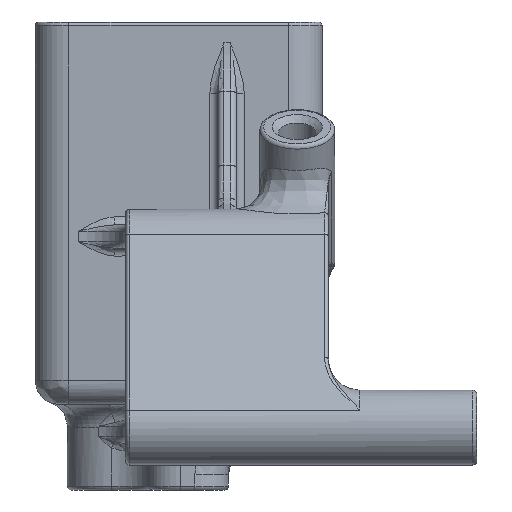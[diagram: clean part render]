
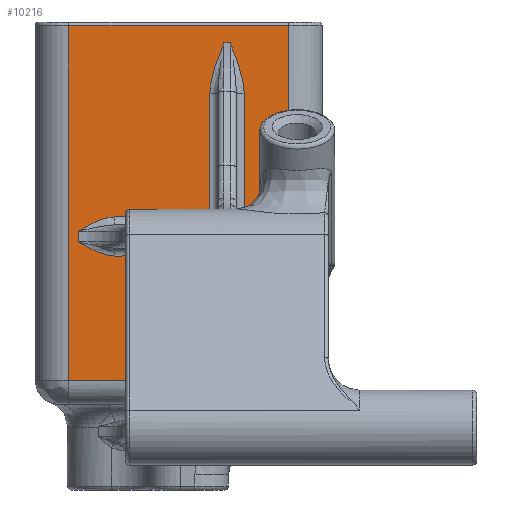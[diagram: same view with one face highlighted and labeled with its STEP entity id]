
A CAD part, left-side view. The second image highlights one B-rep face of the part: STEP entity #10216.
In plain terms, the highlighted planar face has unit normal (-1, 0, 0).
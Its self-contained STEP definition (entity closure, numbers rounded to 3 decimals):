
#275=PLANE('',#11181);
#706=LINE('',#17732,#1173);
#742=LINE('',#18138,#1209);
#750=LINE('',#18233,#1217);
#751=LINE('',#18237,#1218);
#752=LINE('',#18248,#1219);
#753=LINE('',#18258,#1220);
#754=LINE('',#18269,#1221);
#755=LINE('',#18271,#1222);
#756=LINE('',#18273,#1223);
#757=LINE('',#18275,#1224);
#758=LINE('',#18277,#1225);
#759=LINE('',#18279,#1226);
#760=LINE('',#18281,#1227);
#761=LINE('',#18282,#1228);
#1173=VECTOR('',#12857,10.);
#1209=VECTOR('',#13099,10.);
#1217=VECTOR('',#13133,10.);
#1218=VECTOR('',#13138,10.);
#1219=VECTOR('',#13139,10.);
#1220=VECTOR('',#13140,10.);
#1221=VECTOR('',#13141,10.);
#1222=VECTOR('',#13142,10.);
#1223=VECTOR('',#13143,10.);
#1224=VECTOR('',#13144,10.);
#1225=VECTOR('',#13145,10.);
#1226=VECTOR('',#13146,10.);
#1227=VECTOR('',#13147,10.);
#1228=VECTOR('',#13148,10.);
#1679=FACE_OUTER_BOUND('',#2396,.T.);
#2396=EDGE_LOOP('',(#7423,#7424,#7425,#7426,#7427,#7428,#7429,#7430,#7431,
#7432,#7433,#7434,#7435,#7436,#7437,#7438,#7439,#7440));
#3881=B_SPLINE_CURVE_WITH_KNOTS('',3,(#18126,#18127,#18128,#18129,#18130,
#18131,#18132,#18133),.UNSPECIFIED.,.F.,.F.,(4,2,1,1,4),(-0.341,
-0.34,-0.204,-0.136,0.),
 .UNSPECIFIED.);
#3887=B_SPLINE_CURVE_WITH_KNOTS('',3,(#18239,#18240,#18241,#18242,#18243,
#18244,#18245,#18246),.UNSPECIFIED.,.F.,.F.,(4,2,1,1,4),(-0.25,
-0.249,-0.1,-0.05,0.),
 .UNSPECIFIED.);
#3888=B_SPLINE_CURVE_WITH_KNOTS('',3,(#18249,#18250,#18251,#18252,#18253,
#18254,#18255,#18256),.UNSPECIFIED.,.F.,.F.,(4,1,1,2,4),(-0.249,
-0.149,-0.1,0.,0.001),
 .UNSPECIFIED.);
#3889=B_SPLINE_CURVE_WITH_KNOTS('',3,(#18260,#18261,#18262,#18263,#18264,
#18265,#18266,#18267),.UNSPECIFIED.,.F.,.F.,(4,1,1,2,4),(-0.34,
-0.204,-0.136,0.,0.001),
 .UNSPECIFIED.);
#4398=VERTEX_POINT('',#17725);
#4401=VERTEX_POINT('',#17730);
#4470=VERTEX_POINT('',#18114);
#4472=VERTEX_POINT('',#18117);
#4473=VERTEX_POINT('',#18135);
#4488=VERTEX_POINT('',#18232);
#4489=VERTEX_POINT('',#18236);
#4490=VERTEX_POINT('',#18238);
#4491=VERTEX_POINT('',#18247);
#4492=VERTEX_POINT('',#18257);
#4493=VERTEX_POINT('',#18259);
#4494=VERTEX_POINT('',#18268);
#4495=VERTEX_POINT('',#18270);
#4496=VERTEX_POINT('',#18272);
#4497=VERTEX_POINT('',#18274);
#4498=VERTEX_POINT('',#18276);
#4499=VERTEX_POINT('',#18278);
#4500=VERTEX_POINT('',#18280);
#5419=EDGE_CURVE('',#4401,#4398,#706,.T.);
#5530=EDGE_CURVE('',#4472,#4470,#3881,.T.);
#5533=EDGE_CURVE('',#4470,#4473,#742,.T.);
#5553=EDGE_CURVE('',#4473,#4488,#750,.T.);
#5555=EDGE_CURVE('',#4489,#4401,#751,.T.);
#5556=EDGE_CURVE('',#4490,#4489,#3887,.T.);
#5557=EDGE_CURVE('',#4491,#4490,#752,.T.);
#5558=EDGE_CURVE('',#4488,#4491,#3888,.T.);
#5559=EDGE_CURVE('',#4492,#4472,#753,.T.);
#5560=EDGE_CURVE('',#4493,#4492,#3889,.T.);
#5561=EDGE_CURVE('',#4494,#4493,#754,.T.);
#5562=EDGE_CURVE('',#4495,#4494,#755,.T.);
#5563=EDGE_CURVE('',#4496,#4495,#756,.T.);
#5564=EDGE_CURVE('',#4497,#4496,#757,.T.);
#5565=EDGE_CURVE('',#4498,#4497,#758,.T.);
#5566=EDGE_CURVE('',#4499,#4498,#759,.T.);
#5567=EDGE_CURVE('',#4500,#4499,#760,.T.);
#5568=EDGE_CURVE('',#4398,#4500,#761,.T.);
#7423=ORIENTED_EDGE('',*,*,#5419,.F.);
#7424=ORIENTED_EDGE('',*,*,#5555,.F.);
#7425=ORIENTED_EDGE('',*,*,#5556,.F.);
#7426=ORIENTED_EDGE('',*,*,#5557,.F.);
#7427=ORIENTED_EDGE('',*,*,#5558,.F.);
#7428=ORIENTED_EDGE('',*,*,#5553,.F.);
#7429=ORIENTED_EDGE('',*,*,#5533,.F.);
#7430=ORIENTED_EDGE('',*,*,#5530,.F.);
#7431=ORIENTED_EDGE('',*,*,#5559,.F.);
#7432=ORIENTED_EDGE('',*,*,#5560,.F.);
#7433=ORIENTED_EDGE('',*,*,#5561,.F.);
#7434=ORIENTED_EDGE('',*,*,#5562,.F.);
#7435=ORIENTED_EDGE('',*,*,#5563,.F.);
#7436=ORIENTED_EDGE('',*,*,#5564,.F.);
#7437=ORIENTED_EDGE('',*,*,#5565,.F.);
#7438=ORIENTED_EDGE('',*,*,#5566,.F.);
#7439=ORIENTED_EDGE('',*,*,#5567,.F.);
#7440=ORIENTED_EDGE('',*,*,#5568,.F.);
#10216=ADVANCED_FACE('',(#1679),#275,.F.);
#11181=AXIS2_PLACEMENT_3D('',#18235,#13136,#13137);
#12857=DIRECTION('',(0.,0.,-1.));
#13099=DIRECTION('',(0.,0.,-1.));
#13133=DIRECTION('',(0.,1.,0.));
#13136=DIRECTION('center_axis',(1.,0.,0.));
#13137=DIRECTION('ref_axis',(0.,-1.,0.));
#13138=DIRECTION('',(0.,-1.,0.));
#13139=DIRECTION('',(0.,0.,-1.));
#13140=DIRECTION('',(0.,1.,0.));
#13141=DIRECTION('',(0.,0.,1.));
#13142=DIRECTION('',(0.,1.,0.));
#13143=DIRECTION('',(0.,0.,-1.));
#13144=DIRECTION('',(0.,-1.,0.));
#13145=DIRECTION('',(0.,0.,1.));
#13146=DIRECTION('',(0.,1.,0.));
#13147=DIRECTION('',(0.,0.,1.));
#13148=DIRECTION('',(0.,1.,0.));
#17725=CARTESIAN_POINT('',(17.55,5.6,-19.5));
#17730=CARTESIAN_POINT('',(17.55,5.6,-9.5));
#17732=CARTESIAN_POINT('',(17.55,5.6,-1.625));
#18114=CARTESIAN_POINT('',(17.55,5.6,0.889));
#18117=CARTESIAN_POINT('',(17.55,4.7,4.162));
#18126=CARTESIAN_POINT('Ctrl Pts',(17.55,4.7,4.162));
#18127=CARTESIAN_POINT('Ctrl Pts',(17.55,4.701,4.159));
#18128=CARTESIAN_POINT('Ctrl Pts',(17.55,4.702,4.156));
#18129=CARTESIAN_POINT('Ctrl Pts',(17.55,4.874,3.733));
#18130=CARTESIAN_POINT('Ctrl Pts',(17.55,5.13,3.1));
#18131=CARTESIAN_POINT('Ctrl Pts',(17.55,5.472,2.022));
#18132=CARTESIAN_POINT('Ctrl Pts',(17.55,5.6,1.343));
#18133=CARTESIAN_POINT('Ctrl Pts',(17.55,5.6,0.889));
#18135=CARTESIAN_POINT('',(17.55,5.6,-7.));
#18138=CARTESIAN_POINT('',(17.55,5.6,-1.625));
#18232=CARTESIAN_POINT('',(17.55,11.696,-7.));
#18233=CARTESIAN_POINT('',(17.55,12.82,-7.));
#18235=CARTESIAN_POINT('Origin',(17.55,14.64,5.5));
#18236=CARTESIAN_POINT('',(17.55,11.696,-9.5));
#18237=CARTESIAN_POINT('',(17.55,12.82,-9.5));
#18238=CARTESIAN_POINT('',(17.55,14.,-8.6));
#18239=CARTESIAN_POINT('Ctrl Pts',(17.55,14.,-8.6));
#18240=CARTESIAN_POINT('Ctrl Pts',(17.55,13.998,-8.601));
#18241=CARTESIAN_POINT('Ctrl Pts',(17.55,13.996,-8.602));
#18242=CARTESIAN_POINT('Ctrl Pts',(17.55,13.567,-8.86));
#18243=CARTESIAN_POINT('Ctrl Pts',(17.55,12.991,-9.207));
#18244=CARTESIAN_POINT('Ctrl Pts',(17.55,12.196,-9.458));
#18245=CARTESIAN_POINT('Ctrl Pts',(17.55,11.862,-9.5));
#18246=CARTESIAN_POINT('Ctrl Pts',(17.55,11.696,-9.5));
#18247=CARTESIAN_POINT('',(17.55,14.,-7.9));
#18248=CARTESIAN_POINT('',(17.55,14.,-4.6));
#18249=CARTESIAN_POINT('Ctrl Pts',(17.55,11.696,-7.));
#18250=CARTESIAN_POINT('Ctrl Pts',(17.55,12.028,-7.));
#18251=CARTESIAN_POINT('Ctrl Pts',(17.55,12.522,-7.124));
#18252=CARTESIAN_POINT('Ctrl Pts',(17.55,13.276,-7.466));
#18253=CARTESIAN_POINT('Ctrl Pts',(17.55,13.709,-7.726));
#18254=CARTESIAN_POINT('Ctrl Pts',(17.55,13.996,-7.898));
#18255=CARTESIAN_POINT('Ctrl Pts',(17.55,13.998,-7.899));
#18256=CARTESIAN_POINT('Ctrl Pts',(17.55,14.,-7.9));
#18257=CARTESIAN_POINT('',(17.55,4.3,4.162));
#18258=CARTESIAN_POINT('',(17.55,9.27,4.162));
#18259=CARTESIAN_POINT('',(17.55,3.4,0.889));
#18260=CARTESIAN_POINT('Ctrl Pts',(17.55,3.4,0.889));
#18261=CARTESIAN_POINT('Ctrl Pts',(17.55,3.4,1.343));
#18262=CARTESIAN_POINT('Ctrl Pts',(17.55,3.528,2.022));
#18263=CARTESIAN_POINT('Ctrl Pts',(17.55,3.87,3.1));
#18264=CARTESIAN_POINT('Ctrl Pts',(17.55,4.126,3.733));
#18265=CARTESIAN_POINT('Ctrl Pts',(17.55,4.298,4.156));
#18266=CARTESIAN_POINT('Ctrl Pts',(17.55,4.299,4.159));
#18267=CARTESIAN_POINT('Ctrl Pts',(17.55,4.3,4.162));
#18268=CARTESIAN_POINT('',(17.55,3.4,-7.));
#18269=CARTESIAN_POINT('',(17.55,3.4,-4.673));
#18270=CARTESIAN_POINT('',(17.55,0.56,-7.));
#18271=CARTESIAN_POINT('',(17.55,12.82,-7.));
#18272=CARTESIAN_POINT('',(17.55,0.56,5.25));
#18273=CARTESIAN_POINT('',(17.55,0.56,5.5));
#18274=CARTESIAN_POINT('',(17.55,14.64,5.25));
#18275=CARTESIAN_POINT('',(17.55,11.29,5.25));
#18276=CARTESIAN_POINT('',(17.55,14.64,-17.5));
#18277=CARTESIAN_POINT('',(17.55,14.64,5.5));
#18278=CARTESIAN_POINT('',(17.55,7.46,-17.5));
#18279=CARTESIAN_POINT('',(17.55,13.383,-17.5));
#18280=CARTESIAN_POINT('',(17.55,7.46,-19.5));
#18281=CARTESIAN_POINT('',(17.55,7.46,-9.5));
#18282=CARTESIAN_POINT('',(17.55,12.82,-19.5));
